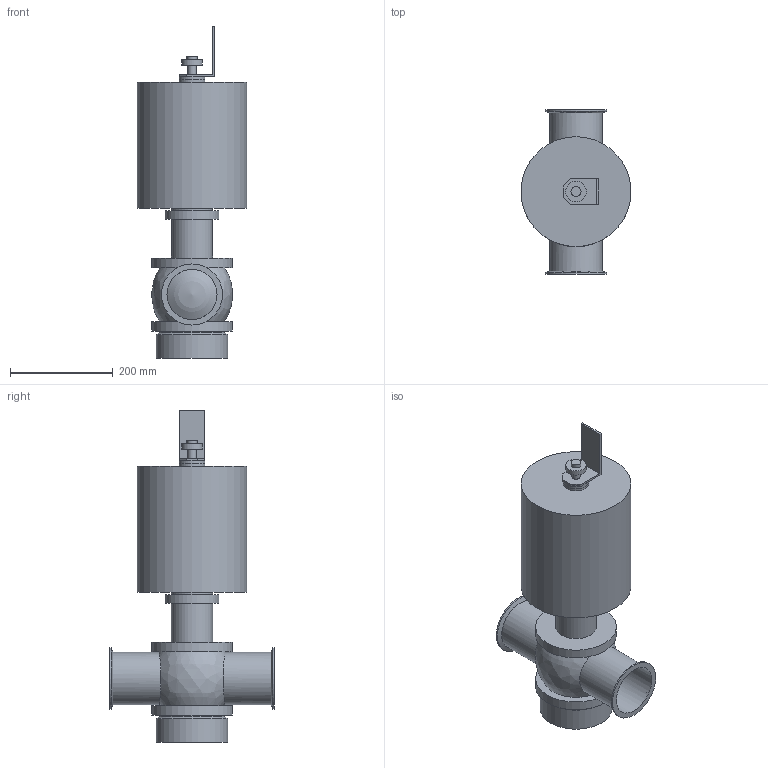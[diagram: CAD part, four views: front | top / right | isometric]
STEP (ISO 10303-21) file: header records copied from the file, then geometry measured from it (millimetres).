
FILE_DESCRIPTION(/* description */ (''),/* implementation_level */ '2;1');
FILE_NAME(/* name */ 'SMC2T_40.stp',/* time_stamp */ '2021-08-23T13:10:56+09:00',/* author */ ('m'),/* organization */ (''),/* preprocessor_version */ 'ST-DEVELOPER v18.1',/* originating_system */ 'Autodesk Inventor 2021',/* authorisation */ '');
FILE_SCHEMA (('AUTOMOTIVE_DESIGN { 1 0 10303 214 3 1 1 }'));
Length unit declared in the file: millimetre
Products named in the file (3): SMC2T_40; SMC2T20MJ000-1P-CXC-W--304-40; SQLS [SW=0]
Assembly tree (2 placements, depth 2):
  SMC2T_40
    SMC2T20MJ000-1P-CXC-W--304-40
    SQLS [SW=0]
Bounding box: 214 x 320 x 646.4 mm (x, y, z)
Volume: 12165875.7 mm3; surface area: 585825.5 mm2
Topology: 2 solids, 2 shells, 56 faces, 103 edges, 66 vertices
Faces by surface type: plane 28, cylinder 21, cone 4, bspline 3
Full cylindrical faces by diameter (mm): 16 x1, 19.5 x1, 40 x1, 50 x2, 80 x2, 97.6 x2, 101.6 x2, 105 x1, 119 x2, 122 x1, 128 x1, 133.8 x1, 139.8 x1, 157.5 x2, 214 x1
Entity records: 1731 total; most frequent: CARTESIAN_POINT 488, DIRECTION 254, ORIENTED_EDGE 206, EDGE_CURVE 103, AXIS2_PLACEMENT_3D 101, EDGE_LOOP 71, VERTEX_POINT 66, FACE_OUTER_BOUND 56
